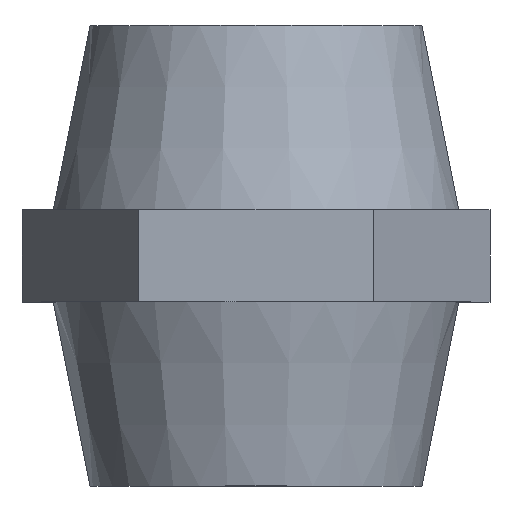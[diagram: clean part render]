
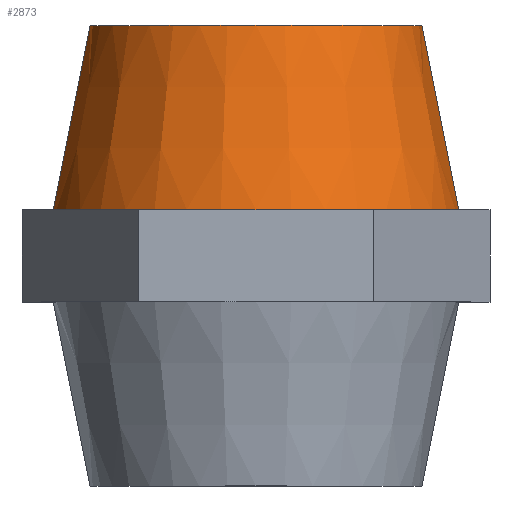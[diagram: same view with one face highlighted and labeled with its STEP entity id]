
A CAD part, top view. The second image highlights one B-rep face of the part: STEP entity #2873.
In plain terms, the highlighted conical face has half-angle 11.31 degrees and reference radius 9 mm.
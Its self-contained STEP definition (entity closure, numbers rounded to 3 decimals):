
#6 = AXIS2_PLACEMENT_3D ( 'NONE', #2861, #1400, #1692 ) ;
#82 = AXIS2_PLACEMENT_3D ( 'NONE', #2375, #330, #2662 ) ;
#89 = CARTESIAN_POINT ( 'NONE',  ( 0., 2.5, 11. ) ) ;
#112 = CARTESIAN_POINT ( 'NONE',  ( 0., 2.5, 0. ) ) ;
#114 = CARTESIAN_POINT ( 'NONE',  ( -9., 12.5, 0. ) ) ;
#188 = CARTESIAN_POINT ( 'NONE',  ( -9.526, 2.5, 5.5 ) ) ;
#226 = CARTESIAN_POINT ( 'NONE',  ( 0., 12.5, 0. ) ) ;
#330 = DIRECTION ( 'NONE',  ( 0., 1., 0. ) ) ;
#343 = DIRECTION ( 'NONE',  ( -1., 0., 0. ) ) ;
#440 = CONICAL_SURFACE ( 'NONE', #3766, 9., 0.197 ) ;
#464 = VECTOR ( 'NONE', #3655, 1000. ) ;
#517 = LINE ( 'NONE', #719, #464 ) ;
#664 = EDGE_CURVE ( 'NONE', #876, #1597, #1136, .T. ) ;
#702 = CIRCLE ( 'NONE', #2838, 11. ) ;
#719 = CARTESIAN_POINT ( 'NONE',  ( 9., 12.5, 0. ) ) ;
#876 = VERTEX_POINT ( 'NONE', #2843 ) ;
#967 = VERTEX_POINT ( 'NONE', #2575 ) ;
#1000 = DIRECTION ( 'NONE',  ( -0.196, -0.981, 0. ) ) ;
#1096 = EDGE_CURVE ( 'NONE', #1597, #3363, #2548, .T. ) ;
#1121 = EDGE_CURVE ( 'NONE', #3363, #1295, #702, .T. ) ;
#1136 = LINE ( 'NONE', #114, #1992 ) ;
#1139 = CARTESIAN_POINT ( 'NONE',  ( 9., 12.5, 0. ) ) ;
#1225 = ORIENTED_EDGE ( 'NONE', *, *, #1121, .T. ) ;
#1233 = CIRCLE ( 'NONE', #2928, 11. ) ;
#1257 = DIRECTION ( 'NONE',  ( -1., 0., 0. ) ) ;
#1295 = VERTEX_POINT ( 'NONE', #89 ) ;
#1373 = CIRCLE ( 'NONE', #2541, 9. ) ;
#1400 = DIRECTION ( 'NONE',  ( 0., 1., 0. ) ) ;
#1430 = DIRECTION ( 'NONE',  ( 1., 0., 0. ) ) ;
#1523 = VERTEX_POINT ( 'NONE', #1139 ) ;
#1545 = ORIENTED_EDGE ( 'NONE', *, *, #2066, .T. ) ;
#1597 = VERTEX_POINT ( 'NONE', #3483 ) ;
#1692 = DIRECTION ( 'NONE',  ( -1., 0., 0. ) ) ;
#1861 = CIRCLE ( 'NONE', #6, 11. ) ;
#1981 = ORIENTED_EDGE ( 'NONE', *, *, #664, .T. ) ;
#1992 = VECTOR ( 'NONE', #1000, 1000. ) ;
#2033 = EDGE_LOOP ( 'NONE', ( #2302, #1981, #2537, #1225, #3398, #1545, #3657 ) ) ;
#2066 = EDGE_CURVE ( 'NONE', #3060, #967, #1233, .T. ) ;
#2097 = DIRECTION ( 'NONE',  ( 0., 1., 0. ) ) ;
#2159 = DIRECTION ( 'NONE',  ( 0., 1., 0. ) ) ;
#2302 = ORIENTED_EDGE ( 'NONE', *, *, #2327, .F. ) ;
#2327 = EDGE_CURVE ( 'NONE', #876, #1523, #1373, .T. ) ;
#2375 = CARTESIAN_POINT ( 'NONE',  ( 0., 2.5, 0. ) ) ;
#2537 = ORIENTED_EDGE ( 'NONE', *, *, #1096, .T. ) ;
#2541 = AXIS2_PLACEMENT_3D ( 'NONE', #3058, #3347, #2796 ) ;
#2548 = CIRCLE ( 'NONE', #82, 11. ) ;
#2575 = CARTESIAN_POINT ( 'NONE',  ( 11., 2.5, 0. ) ) ;
#2606 = FACE_OUTER_BOUND ( 'NONE', #2033, .T. ) ;
#2662 = DIRECTION ( 'NONE',  ( -1., 0., 0. ) ) ;
#2796 = DIRECTION ( 'NONE',  ( -1., 0., 0. ) ) ;
#2801 = EDGE_CURVE ( 'NONE', #1295, #3060, #1861, .T. ) ;
#2838 = AXIS2_PLACEMENT_3D ( 'NONE', #3277, #2097, #343 ) ;
#2843 = CARTESIAN_POINT ( 'NONE',  ( -9., 12.5, 0. ) ) ;
#2861 = CARTESIAN_POINT ( 'NONE',  ( 0., 2.5, 0. ) ) ;
#2873 = ADVANCED_FACE ( 'NONE', ( #2606 ), #440, .T. ) ;
#2928 = AXIS2_PLACEMENT_3D ( 'NONE', #112, #2159, #1257 ) ;
#3058 = CARTESIAN_POINT ( 'NONE',  ( 0., 12.5, 0. ) ) ;
#3060 = VERTEX_POINT ( 'NONE', #3597 ) ;
#3277 = CARTESIAN_POINT ( 'NONE',  ( 0., 2.5, 0. ) ) ;
#3295 = EDGE_CURVE ( 'NONE', #1523, #967, #517, .T. ) ;
#3347 = DIRECTION ( 'NONE',  ( 0., 1., 0. ) ) ;
#3363 = VERTEX_POINT ( 'NONE', #188 ) ;
#3398 = ORIENTED_EDGE ( 'NONE', *, *, #2801, .T. ) ;
#3483 = CARTESIAN_POINT ( 'NONE',  ( -11., 2.5, 0. ) ) ;
#3597 = CARTESIAN_POINT ( 'NONE',  ( 9.526, 2.5, 5.5 ) ) ;
#3655 = DIRECTION ( 'NONE',  ( 0.196, -0.981, 0. ) ) ;
#3657 = ORIENTED_EDGE ( 'NONE', *, *, #3295, .F. ) ;
#3720 = DIRECTION ( 'NONE',  ( 0., -1., 0. ) ) ;
#3766 = AXIS2_PLACEMENT_3D ( 'NONE', #226, #3720, #1430 ) ;
